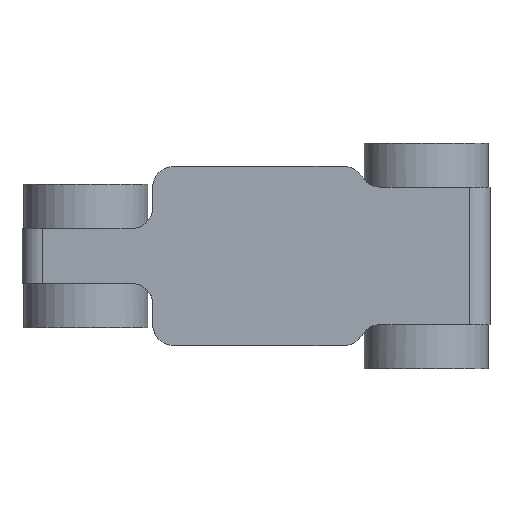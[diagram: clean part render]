
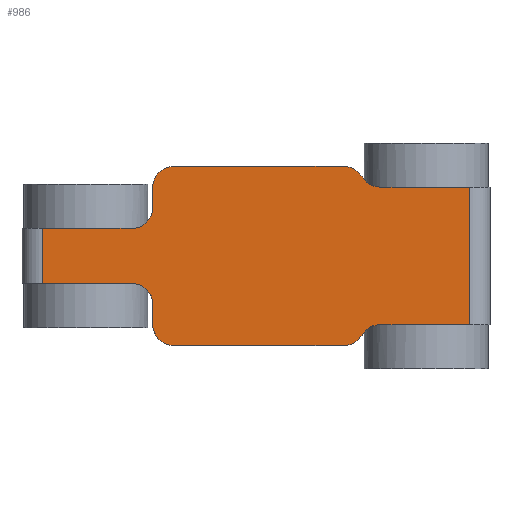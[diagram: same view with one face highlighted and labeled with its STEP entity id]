
A CAD part, top view. The second image highlights one B-rep face of the part: STEP entity #986.
In plain terms, the highlighted planar face has unit normal (0, 0, 1).
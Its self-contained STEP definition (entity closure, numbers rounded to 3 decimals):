
#38=PLANE('',#1098);
#84=FACE_OUTER_BOUND('',#140,.T.);
#140=EDGE_LOOP('',(#784,#785,#786,#787,#788,#789,#790,#791,#792,#793,#794,
#795,#796,#797,#798,#799,#800,#801,#802,#803,#804,#805));
#200=LINE('',#1574,#284);
#208=LINE('',#1666,#292);
#210=LINE('',#1676,#294);
#211=LINE('',#1682,#295);
#216=LINE('',#1698,#300);
#217=LINE('',#1703,#301);
#218=LINE('',#1706,#302);
#219=LINE('',#1708,#303);
#220=LINE('',#1710,#304);
#221=LINE('',#1714,#305);
#222=LINE('',#1718,#306);
#223=LINE('',#1724,#307);
#224=LINE('',#1726,#308);
#225=LINE('',#1727,#309);
#284=VECTOR('',#1258,10.);
#292=VECTOR('',#1292,10.);
#294=VECTOR('',#1302,10.);
#295=VECTOR('',#1311,10.);
#300=VECTOR('',#1330,10.);
#301=VECTOR('',#1335,10.);
#302=VECTOR('',#1338,10.);
#303=VECTOR('',#1339,10.);
#304=VECTOR('',#1340,10.);
#305=VECTOR('',#1343,10.);
#306=VECTOR('',#1346,10.);
#307=VECTOR('',#1351,10.);
#308=VECTOR('',#1352,10.);
#309=VECTOR('',#1353,10.);
#358=CIRCLE('',#1084,15.);
#367=CIRCLE('',#1099,15.);
#368=CIRCLE('',#1100,15.);
#369=CIRCLE('',#1101,15.);
#370=CIRCLE('',#1102,15.);
#371=CIRCLE('',#1103,15.);
#372=CIRCLE('',#1104,15.);
#373=CIRCLE('',#1105,15.);
#428=VERTEX_POINT('',#1570);
#430=VERTEX_POINT('',#1573);
#439=VERTEX_POINT('',#1638);
#442=VERTEX_POINT('',#1660);
#444=VERTEX_POINT('',#1664);
#445=VERTEX_POINT('',#1668);
#447=VERTEX_POINT('',#1674);
#448=VERTEX_POINT('',#1675);
#453=VERTEX_POINT('',#1695);
#454=VERTEX_POINT('',#1700);
#455=VERTEX_POINT('',#1702);
#456=VERTEX_POINT('',#1704);
#457=VERTEX_POINT('',#1707);
#458=VERTEX_POINT('',#1709);
#459=VERTEX_POINT('',#1711);
#460=VERTEX_POINT('',#1713);
#461=VERTEX_POINT('',#1715);
#462=VERTEX_POINT('',#1717);
#463=VERTEX_POINT('',#1719);
#464=VERTEX_POINT('',#1721);
#465=VERTEX_POINT('',#1723);
#466=VERTEX_POINT('',#1725);
#539=EDGE_CURVE('',#430,#428,#200,.T.);
#558=EDGE_CURVE('',#442,#444,#208,.T.);
#559=EDGE_CURVE('',#445,#444,#358,.T.);
#562=EDGE_CURVE('',#447,#448,#210,.T.);
#566=EDGE_CURVE('',#439,#447,#211,.T.);
#575=EDGE_CURVE('',#453,#430,#216,.T.);
#576=EDGE_CURVE('',#442,#454,#367,.T.);
#577=EDGE_CURVE('',#445,#455,#217,.T.);
#578=EDGE_CURVE('',#456,#455,#368,.T.);
#579=EDGE_CURVE('',#456,#439,#218,.T.);
#580=EDGE_CURVE('',#457,#448,#219,.T.);
#581=EDGE_CURVE('',#458,#457,#220,.T.);
#582=EDGE_CURVE('',#458,#459,#369,.T.);
#583=EDGE_CURVE('',#460,#459,#221,.T.);
#584=EDGE_CURVE('',#460,#461,#370,.T.);
#585=EDGE_CURVE('',#462,#461,#222,.T.);
#586=EDGE_CURVE('',#462,#463,#371,.T.);
#587=EDGE_CURVE('',#463,#464,#372,.T.);
#588=EDGE_CURVE('',#465,#464,#223,.T.);
#589=EDGE_CURVE('',#466,#465,#224,.T.);
#590=EDGE_CURVE('',#453,#466,#225,.T.);
#591=EDGE_CURVE('',#454,#428,#373,.T.);
#784=ORIENTED_EDGE('',*,*,#576,.F.);
#785=ORIENTED_EDGE('',*,*,#558,.T.);
#786=ORIENTED_EDGE('',*,*,#559,.F.);
#787=ORIENTED_EDGE('',*,*,#577,.T.);
#788=ORIENTED_EDGE('',*,*,#578,.F.);
#789=ORIENTED_EDGE('',*,*,#579,.T.);
#790=ORIENTED_EDGE('',*,*,#566,.T.);
#791=ORIENTED_EDGE('',*,*,#562,.T.);
#792=ORIENTED_EDGE('',*,*,#580,.F.);
#793=ORIENTED_EDGE('',*,*,#581,.F.);
#794=ORIENTED_EDGE('',*,*,#582,.T.);
#795=ORIENTED_EDGE('',*,*,#583,.F.);
#796=ORIENTED_EDGE('',*,*,#584,.T.);
#797=ORIENTED_EDGE('',*,*,#585,.F.);
#798=ORIENTED_EDGE('',*,*,#586,.T.);
#799=ORIENTED_EDGE('',*,*,#587,.T.);
#800=ORIENTED_EDGE('',*,*,#588,.F.);
#801=ORIENTED_EDGE('',*,*,#589,.F.);
#802=ORIENTED_EDGE('',*,*,#590,.F.);
#803=ORIENTED_EDGE('',*,*,#575,.T.);
#804=ORIENTED_EDGE('',*,*,#539,.T.);
#805=ORIENTED_EDGE('',*,*,#591,.F.);
#986=ADVANCED_FACE('',(#84),#38,.T.);
#1084=AXIS2_PLACEMENT_3D('',#1669,#1295,#1296);
#1098=AXIS2_PLACEMENT_3D('',#1699,#1331,#1332);
#1099=AXIS2_PLACEMENT_3D('',#1701,#1333,#1334);
#1100=AXIS2_PLACEMENT_3D('',#1705,#1336,#1337);
#1101=AXIS2_PLACEMENT_3D('',#1712,#1341,#1342);
#1102=AXIS2_PLACEMENT_3D('',#1716,#1344,#1345);
#1103=AXIS2_PLACEMENT_3D('',#1720,#1347,#1348);
#1104=AXIS2_PLACEMENT_3D('',#1722,#1349,#1350);
#1105=AXIS2_PLACEMENT_3D('',#1728,#1354,#1355);
#1258=DIRECTION('',(-1.,0.,0.));
#1292=DIRECTION('',(-1.,0.,0.));
#1295=DIRECTION('center_axis',(0.,0.,-1.));
#1296=DIRECTION('ref_axis',(-0.707,0.707,0.));
#1302=DIRECTION('',(0.,-1.,0.));
#1311=DIRECTION('',(-1.,0.,0.));
#1330=DIRECTION('',(-1.,0.,0.));
#1331=DIRECTION('center_axis',(0.,0.,1.));
#1332=DIRECTION('ref_axis',(1.,0.,0.));
#1333=DIRECTION('center_axis',(0.,0.,-1.));
#1334=DIRECTION('ref_axis',(0.5,0.866,0.));
#1335=DIRECTION('',(0.,-1.,0.));
#1336=DIRECTION('center_axis',(0.,0.,1.));
#1337=DIRECTION('ref_axis',(0.707,-0.707,0.));
#1338=DIRECTION('',(-1.,0.,0.));
#1339=DIRECTION('',(-1.,0.,0.));
#1340=DIRECTION('',(-1.,0.,0.));
#1341=DIRECTION('center_axis',(0.,0.,-1.));
#1342=DIRECTION('ref_axis',(0.707,0.707,0.));
#1343=DIRECTION('',(0.,1.,0.));
#1344=DIRECTION('center_axis',(0.,0.,1.));
#1345=DIRECTION('ref_axis',(-0.707,-0.707,0.));
#1346=DIRECTION('',(-1.,0.,0.));
#1347=DIRECTION('center_axis',(0.,0.,1.));
#1348=DIRECTION('ref_axis',(0.5,-0.866,0.));
#1349=DIRECTION('center_axis',(0.,0.,-1.));
#1350=DIRECTION('ref_axis',(-0.707,0.707,0.));
#1351=DIRECTION('',(-1.,0.,0.));
#1352=DIRECTION('',(-1.,0.,0.));
#1353=DIRECTION('',(0.,-1.,0.));
#1354=DIRECTION('center_axis',(0.,0.,1.));
#1355=DIRECTION('ref_axis',(-0.707,-0.707,0.));
#1570=CARTESIAN_POINT('',(90.,50.,45.));
#1573=CARTESIAN_POINT('',(123.75,50.,45.));
#1574=CARTESIAN_POINT('',(170.,50.,45.));
#1638=CARTESIAN_POINT('',(-123.75,20.,45.));
#1660=CARTESIAN_POINT('',(64.019,65.,45.));
#1664=CARTESIAN_POINT('',(-60.,65.,45.));
#1666=CARTESIAN_POINT('',(75.,65.,45.));
#1668=CARTESIAN_POINT('',(-75.,50.,45.));
#1669=CARTESIAN_POINT('Origin',(-60.,50.,45.));
#1674=CARTESIAN_POINT('',(-155.,20.,45.));
#1675=CARTESIAN_POINT('',(-155.,-20.,45.));
#1676=CARTESIAN_POINT('',(-155.,-26.25,45.));
#1682=CARTESIAN_POINT('',(-75.,20.,45.));
#1695=CARTESIAN_POINT('',(155.,50.,45.));
#1698=CARTESIAN_POINT('',(170.,50.,45.));
#1699=CARTESIAN_POINT('Origin',(0.,32.5,45.));
#1700=CARTESIAN_POINT('',(77.01,57.5,45.));
#1701=CARTESIAN_POINT('Origin',(64.019,50.,45.));
#1702=CARTESIAN_POINT('',(-75.,35.,45.));
#1703=CARTESIAN_POINT('',(-75.,65.,45.));
#1704=CARTESIAN_POINT('',(-90.,20.,45.));
#1705=CARTESIAN_POINT('Origin',(-90.,35.,45.));
#1706=CARTESIAN_POINT('',(-75.,20.,45.));
#1707=CARTESIAN_POINT('',(-123.75,-20.,45.));
#1708=CARTESIAN_POINT('',(-75.,-20.,45.));
#1709=CARTESIAN_POINT('',(-90.,-20.,45.));
#1710=CARTESIAN_POINT('',(-75.,-20.,45.));
#1711=CARTESIAN_POINT('',(-75.,-35.,45.));
#1712=CARTESIAN_POINT('Origin',(-90.,-35.,45.));
#1713=CARTESIAN_POINT('',(-75.,-50.,45.));
#1714=CARTESIAN_POINT('',(-75.,-65.,45.));
#1715=CARTESIAN_POINT('',(-60.,-65.,45.));
#1716=CARTESIAN_POINT('Origin',(-60.,-50.,45.));
#1717=CARTESIAN_POINT('',(64.019,-65.,45.));
#1718=CARTESIAN_POINT('',(75.,-65.,45.));
#1719=CARTESIAN_POINT('',(77.01,-57.5,45.));
#1720=CARTESIAN_POINT('Origin',(64.019,-50.,45.));
#1721=CARTESIAN_POINT('',(90.,-50.,45.));
#1722=CARTESIAN_POINT('Origin',(90.,-65.,45.));
#1723=CARTESIAN_POINT('',(123.75,-50.,45.));
#1724=CARTESIAN_POINT('',(170.,-50.,45.));
#1725=CARTESIAN_POINT('',(155.,-50.,45.));
#1726=CARTESIAN_POINT('',(170.,-50.,45.));
#1727=CARTESIAN_POINT('',(155.,16.25,45.));
#1728=CARTESIAN_POINT('Origin',(90.,65.,45.));
